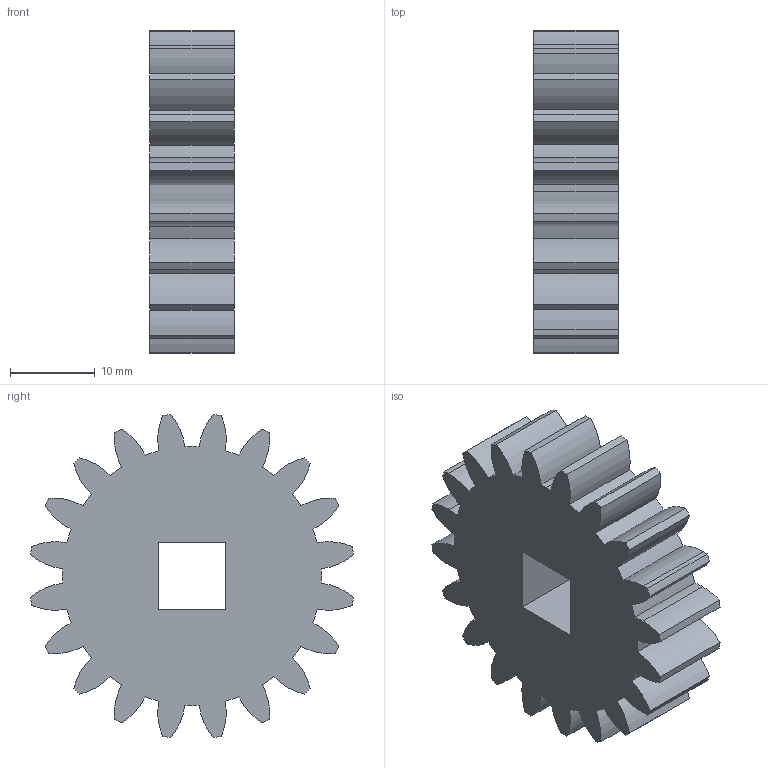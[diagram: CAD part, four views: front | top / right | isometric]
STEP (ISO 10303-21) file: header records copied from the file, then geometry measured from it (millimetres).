
FILE_DESCRIPTION (( 'STEP AP214' ), '1' );
FILE_NAME ('喘謫.STEP', '2025-07-14T08:12:03', ( '' ), ( '' ), 'SwSTEP 2.0', 'SolidWorks 2024', '' );
FILE_SCHEMA (( 'AUTOMOTIVE_DESIGN' ));
Length unit declared in the file: millimetre
Products named in the file (1): 齿轮
Bounding box: 10 x 38.16 x 38.16 mm (x, y, z)
Volume: 8669.1 mm3; surface area: 4272.9 mm2
Topology: 1 solids, 1 shells, 91 faces, 267 edges, 178 vertices
Faces by surface type: cylinder 85, plane 6
Entity records: 3158 total; most frequent: DIRECTION 621, CARTESIAN_POINT 537, ORIENTED_EDGE 534, EDGE_CURVE 267, AXIS2_PLACEMENT_3D 262, VERTEX_POINT 178, CIRCLE 170, VECTOR 97
